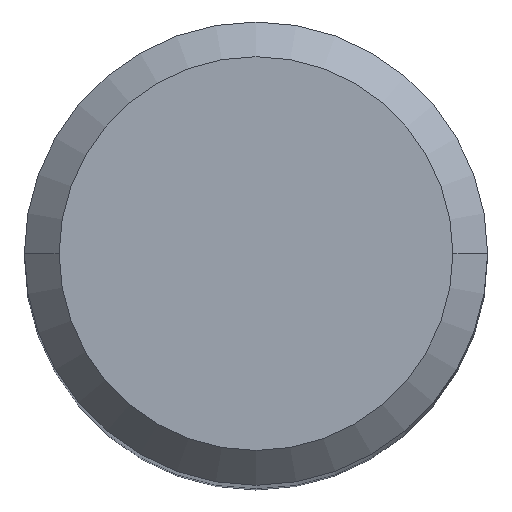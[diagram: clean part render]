
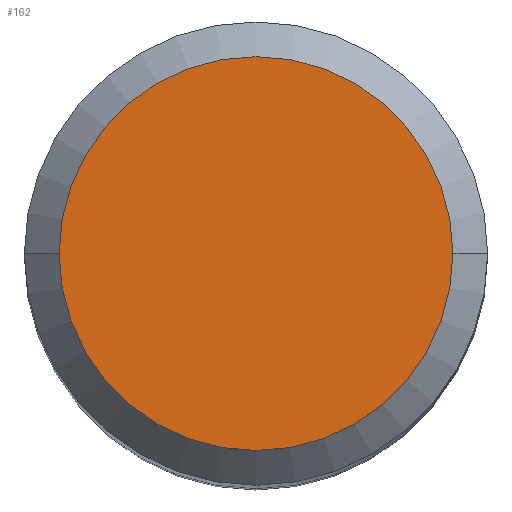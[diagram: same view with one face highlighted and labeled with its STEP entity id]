
A CAD part, top view. The second image highlights one B-rep face of the part: STEP entity #162.
In plain terms, the highlighted planar face has unit normal (0, 0, 1).
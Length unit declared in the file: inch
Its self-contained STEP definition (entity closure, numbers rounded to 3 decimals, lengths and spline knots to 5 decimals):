
#25 = CARTESIAN_POINT ( 'NONE',  ( 0., 0., 0. ) ) ;
#42 = VERTEX_POINT ( 'NONE', #420 ) ;
#52 = DIRECTION ( 'NONE',  ( 0., 0., -1. ) ) ;
#75 = EDGE_CURVE ( 'NONE', #183, #42, #91, .T. ) ;
#91 = CIRCLE ( 'NONE', #278, 0.16732 ) ;
#96 = DIRECTION ( 'NONE',  ( -1., 0., 0. ) ) ;
#122 = DIRECTION ( 'NONE',  ( 0., 0., 1. ) ) ;
#124 = AXIS2_PLACEMENT_3D ( 'NONE', #25, #330, #476 ) ;
#161 = DIRECTION ( 'NONE',  ( 1., 0., 0. ) ) ;
#162 = ADVANCED_FACE ( 'NONE', ( #396 ), #207, .F. ) ;
#183 = VERTEX_POINT ( 'NONE', #394 ) ;
#203 = CIRCLE ( 'NONE', #124, 0.16732 ) ;
#207 = PLANE ( 'NONE',  #481 ) ;
#236 = ORIENTED_EDGE ( 'NONE', *, *, #75, .T. ) ;
#278 = AXIS2_PLACEMENT_3D ( 'NONE', #352, #122, #161 ) ;
#280 = ORIENTED_EDGE ( 'NONE', *, *, #341, .T. ) ;
#330 = DIRECTION ( 'NONE',  ( 0., 0., 1. ) ) ;
#339 = EDGE_LOOP ( 'NONE', ( #236, #280 ) ) ;
#341 = EDGE_CURVE ( 'NONE', #42, #183, #203, .T. ) ;
#352 = CARTESIAN_POINT ( 'NONE',  ( 0., 0., 0. ) ) ;
#366 = CARTESIAN_POINT ( 'NONE',  ( 0., 0., 0. ) ) ;
#394 = CARTESIAN_POINT ( 'NONE',  ( -0.16732, 0., 0. ) ) ;
#396 = FACE_OUTER_BOUND ( 'NONE', #339, .T. ) ;
#420 = CARTESIAN_POINT ( 'NONE',  ( 0.16732, 0., 0. ) ) ;
#476 = DIRECTION ( 'NONE',  ( 1., 0., 0. ) ) ;
#481 = AXIS2_PLACEMENT_3D ( 'NONE', #366, #52, #96 ) ;
